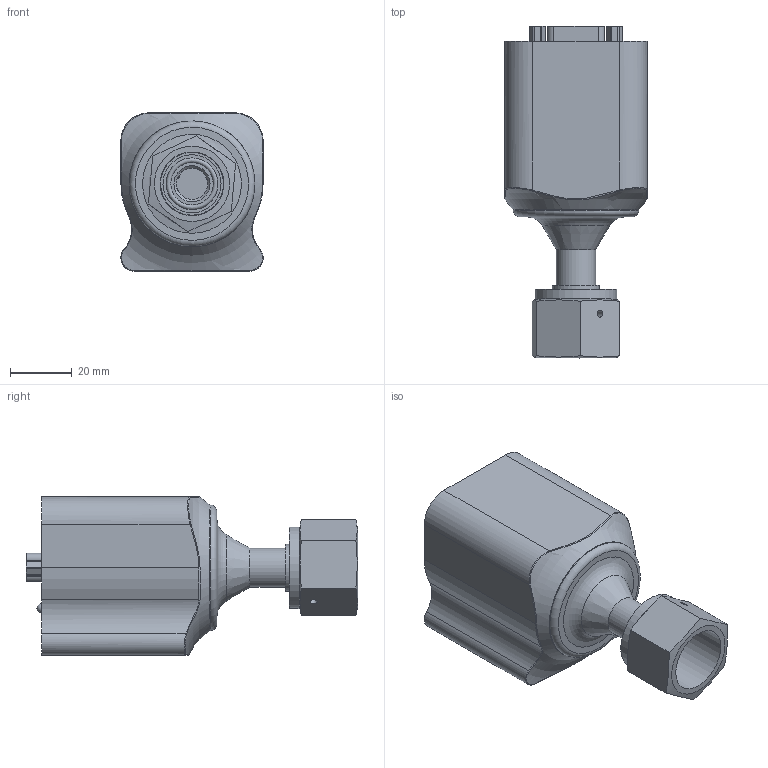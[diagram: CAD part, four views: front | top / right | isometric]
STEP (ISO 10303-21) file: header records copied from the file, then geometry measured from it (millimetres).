
FILE_DESCRIPTION((''),'2;1');
FILE_NAME('_Display_900_VCR8_SOLID.stp','2016-02-18T15:35:15',('HestbeMa'),(''),'Autodesk Inventor 2013','Autodesk Inventor 2013','');
FILE_SCHEMA(('CONFIG_CONTROL_DESIGN'));
Length unit declared in the file: millimetre
Products named in the file (1): _Display_900_VCR8
Bounding box: 46 x 107.35 x 51.16 mm (x, y, z)
Volume: 131789.9 mm3; surface area: 21682 mm2
Topology: 1 solids, 1 shells, 144 faces, 354 edges, 228 vertices
Faces by surface type: plane 57, cylinder 50, bspline 22, cone 10, torus 4, sphere 1
Full cylindrical faces by diameter (mm): 2.1 x2, 2.286 x2, 2.8 x1, 3 x1, 3.3 x1, 10.1 x1, 10.16 x1, 12.7 x1, 15.24 x1, 15.494 x1, 18.796 x1, 20.32 x1, 20.625 x1, 26.416 x1, 40.6 x1
Entity records: 4614 total; most frequent: CARTESIAN_POINT 1473, ORIENTED_EDGE 620, DIRECTION 606, EDGE_CURVE 310, AXIS2_PLACEMENT_3D 239, VERTEX_POINT 212, EDGE_LOOP 192, FACE_OUTER_BOUND 144
